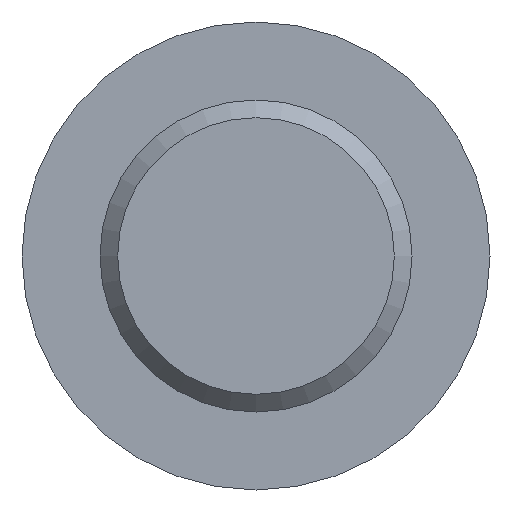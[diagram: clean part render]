
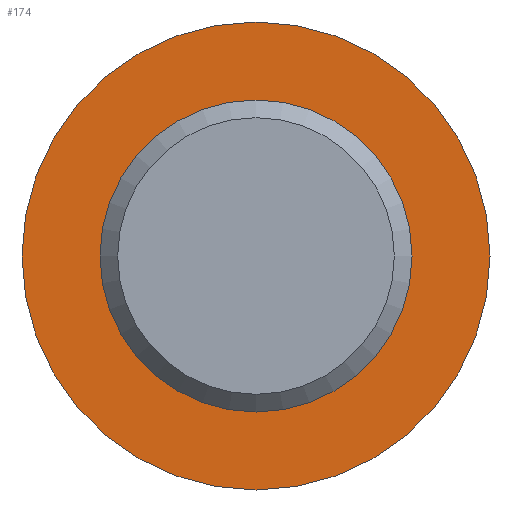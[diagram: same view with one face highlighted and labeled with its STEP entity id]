
A CAD part, front view. The second image highlights one B-rep face of the part: STEP entity #174.
In plain terms, the highlighted planar face has unit normal (0, -1, 0).
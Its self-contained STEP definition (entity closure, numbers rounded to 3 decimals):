
#18 = CARTESIAN_POINT ( 'NONE',  ( -11., 70., 0. ) ) ;
#21 = AXIS2_PLACEMENT_3D ( 'NONE', #18, #476, #285 ) ;
#38 = VERTEX_POINT ( 'NONE', #379 ) ;
#77 = AXIS2_PLACEMENT_3D ( 'NONE', #88, #424, #508 ) ;
#78 = ORIENTED_EDGE ( 'NONE', *, *, #371, .T. ) ;
#86 = VERTEX_POINT ( 'NONE', #407 ) ;
#88 = CARTESIAN_POINT ( 'NONE',  ( 0., 70., 0. ) ) ;
#110 = CARTESIAN_POINT ( 'NONE',  ( 0., 70., 0. ) ) ;
#142 = CIRCLE ( 'NONE', #410, 11. ) ;
#147 = DIRECTION ( 'NONE',  ( 0., 0., -1. ) ) ;
#152 = PLANE ( 'NONE',  #21 ) ;
#156 = EDGE_CURVE ( 'NONE', #86, #86, #142, .T. ) ;
#174 = ADVANCED_FACE ( 'NONE', ( #395, #318 ), #152, .F. ) ;
#285 = DIRECTION ( 'NONE',  ( 0., 0., 1. ) ) ;
#318 = FACE_OUTER_BOUND ( 'NONE', #465, .T. ) ;
#330 = CIRCLE ( 'NONE', #77, 16.5 ) ;
#365 = EDGE_LOOP ( 'NONE', ( #391 ) ) ;
#371 = EDGE_CURVE ( 'NONE', #38, #38, #330, .T. ) ;
#379 = CARTESIAN_POINT ( 'NONE',  ( 0., 70., -16.5 ) ) ;
#391 = ORIENTED_EDGE ( 'NONE', *, *, #156, .F. ) ;
#395 = FACE_BOUND ( 'NONE', #365, .T. ) ;
#401 = DIRECTION ( 'NONE',  ( 0., -1., 0. ) ) ;
#407 = CARTESIAN_POINT ( 'NONE',  ( 0., 70., -11. ) ) ;
#410 = AXIS2_PLACEMENT_3D ( 'NONE', #110, #401, #147 ) ;
#424 = DIRECTION ( 'NONE',  ( 0., -1., 0. ) ) ;
#465 = EDGE_LOOP ( 'NONE', ( #78 ) ) ;
#476 = DIRECTION ( 'NONE',  ( 0., 1., 0. ) ) ;
#508 = DIRECTION ( 'NONE',  ( 0., 0., -1. ) ) ;
